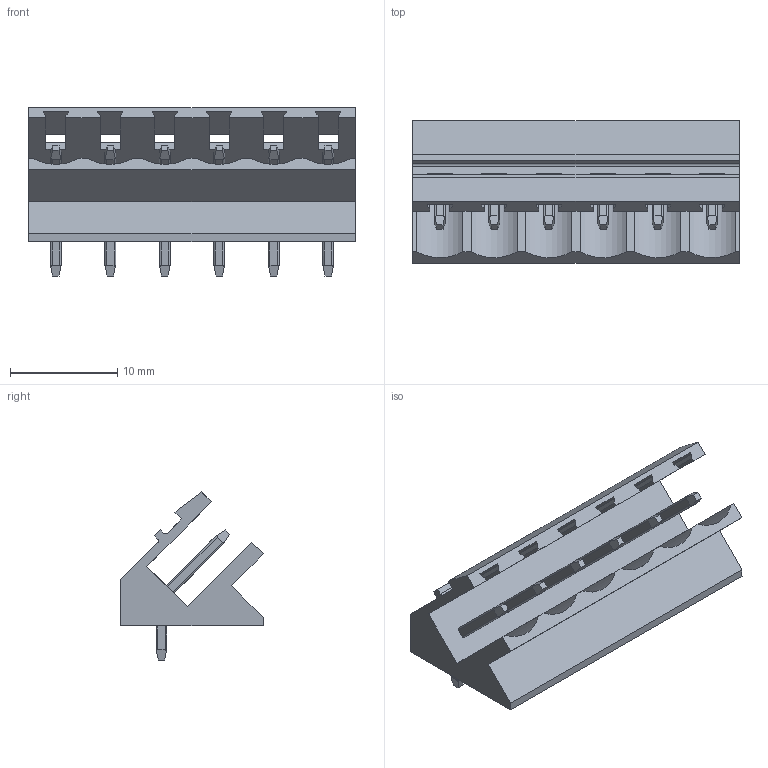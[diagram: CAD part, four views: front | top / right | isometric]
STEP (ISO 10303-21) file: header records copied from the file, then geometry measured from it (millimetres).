
FILE_DESCRIPTION(('CATIA V5 STEP Exchange','CAx-IF Rec.Pracs.--- Model Styling and Organization---1.2---2011-12-15'),'2;1');
FILE_NAME ('D1453150_0_1603100000_1603100000.stp','2018-10-10T08:10:11+00:00',('none'),('Weidmueller'),'CATIA Version 5-6 Release 2014','CATIA V5 STEP AP214','none');
FILE_SCHEMA(('AUTOMOTIVE_DESIGN { 1 0 10303 214 1 1 1 1 }'));
Length unit declared in the file: millimetre
Products named in the file (1): 1603100000
Bounding box: 30.48 x 13.3 x 15.67 mm (x, y, z)
Volume: 1861.5 mm3; surface area: 2557.3 mm2
Topology: 7 solids, 7 shells, 316 faces, 870 edges, 556 vertices
Faces by surface type: plane 212, cylinder 104
Entity records: 11168 total; most frequent: CARTESIAN_POINT 3762, ORIENTED_EDGE 1740, DIRECTION 1172, EDGE_CURVE 870, VECTOR 662, LINE 662, VERTEX_POINT 556, EDGE_LOOP 328
